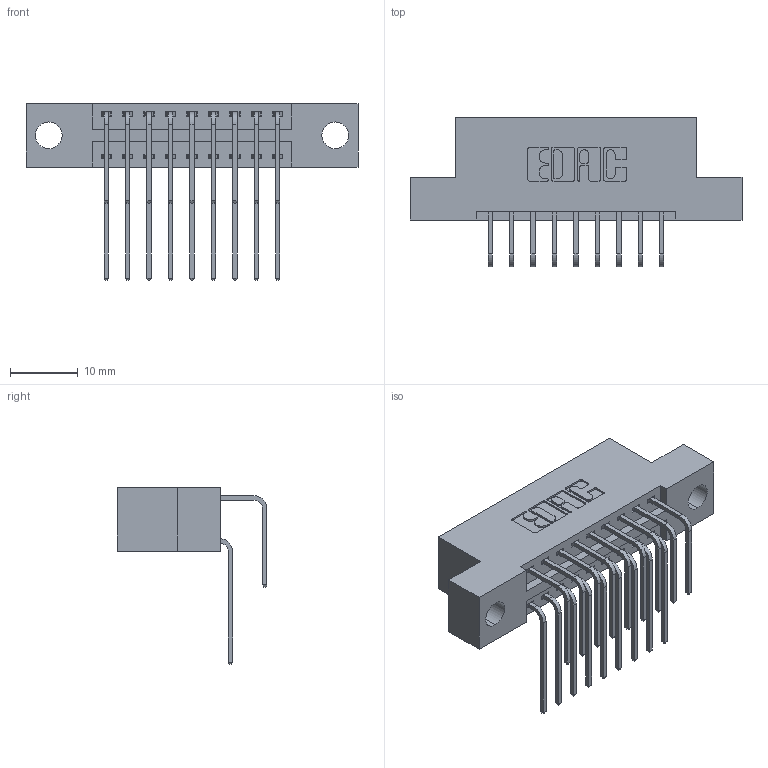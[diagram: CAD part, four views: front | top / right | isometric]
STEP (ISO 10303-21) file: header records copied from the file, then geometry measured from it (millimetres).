
FILE_DESCRIPTION (( 'STEP AP203' ), '1' );
FILE_NAME ('346-018-558-204.STEP', '2022-05-18T18:03:18', ( '' ), ( '' ), 'SwSTEP 2.0', 'SolidWorks 2020', '' );
FILE_SCHEMA (( 'CONFIG_CONTROL_DESIGN' ));
Length unit declared in the file: inch
Products named in the file (4): 346-018-558-204; 345-292-001_558 559 Tail - 1; 346 Part_Flush Mounting Lugs - 0.156 Dia-TH; 345-292-001_558 Tail - 2
Assembly tree (19 placements, depth 2):
  346-018-558-204
    346 Part_Flush Mounting Lugs - 0.156 Dia-TH
    345-292-001_558 559 Tail - 1  x9
    345-292-001_558 Tail - 2  x9
Bounding box: 49.15 x 22.16 x 26.16 mm (x, y, z)
Volume: 4534.2 mm3; surface area: 6059.9 mm2
Topology: 19 solids, 19 shells, 1108 faces, 3263 edges, 2150 vertices
Faces by surface type: plane 756, cylinder 352
Entity records: 12519 total; most frequent: CARTESIAN_POINT 2165, ORIENTED_EDGE 2046, DIRECTION 1931, EDGE_CURVE 1023, VECTOR 815, LINE 815, VERTEX_POINT 678, AXIS2_PLACEMENT_3D 558
